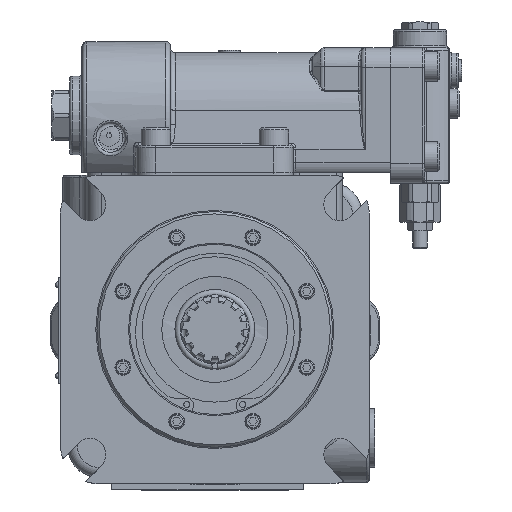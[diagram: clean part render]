
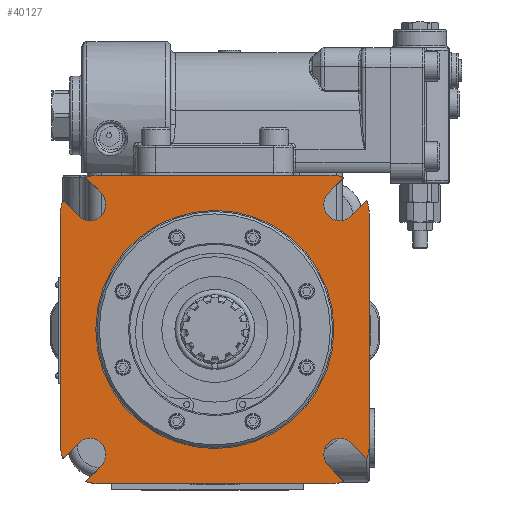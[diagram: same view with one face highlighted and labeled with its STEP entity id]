
A CAD part, top view. The second image highlights one B-rep face of the part: STEP entity #40127.
In plain terms, the highlighted planar face has unit normal (0, 0, 1).
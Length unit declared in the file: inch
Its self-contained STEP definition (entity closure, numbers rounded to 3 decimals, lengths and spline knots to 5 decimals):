
#36344=CARTESIAN_POINT('',(-3.93,-2.93,5.557));
#36345=VERTEX_POINT('',#36344);
#36346=CARTESIAN_POINT('',(-3.93,2.93,5.557));
#36347=VERTEX_POINT('',#36346);
#36348=CARTESIAN_POINT('',(-3.93,-2.93,5.557));
#36349=DIRECTION('',(0.0,1.0,0.0));
#36350=VECTOR('',#36349,5.86);
#36351=LINE('',#36348,#36350);
#36352=EDGE_CURVE('',#36345,#36347,#36351,.T.);
#36383=CARTESIAN_POINT('',(2.93,-3.93,5.557));
#36384=VERTEX_POINT('',#36383);
#36385=CARTESIAN_POINT('',(-2.93,-3.93,5.557));
#36386=VERTEX_POINT('',#36385);
#36387=CARTESIAN_POINT('',(2.93,-3.93,5.557));
#36388=DIRECTION('',(-1.0,0.0,0.0));
#36389=VECTOR('',#36388,5.86);
#36390=LINE('',#36387,#36389);
#36391=EDGE_CURVE('',#36384,#36386,#36390,.T.);
#36441=CARTESIAN_POINT('',(-3.86486,3.28503,5.557));
#36442=VERTEX_POINT('',#36441);
#36443=CARTESIAN_POINT('',(-2.93,2.93,5.557));
#36444=DIRECTION('',(0.0,0.0,1.0));
#36445=DIRECTION('',(-0.935,0.355,0.0));
#36446=AXIS2_PLACEMENT_3D('',#36443,#36444,#36445);
#36447=CIRCLE('',#36446,1.0);
#36448=EDGE_CURVE('',#36442,#36347,#36447,.T.);
#36474=CARTESIAN_POINT('',(-3.28503,-3.86486,5.557));
#36475=VERTEX_POINT('',#36474);
#36476=CARTESIAN_POINT('',(-2.93,-2.93,5.557));
#36477=DIRECTION('',(0.0,0.0,1.0));
#36478=DIRECTION('',(-0.355,-0.935,0.0));
#36479=AXIS2_PLACEMENT_3D('',#36476,#36477,#36478);
#36480=CIRCLE('',#36479,1.0);
#36481=EDGE_CURVE('',#36475,#36386,#36480,.T.);
#36506=CARTESIAN_POINT('',(-3.86486,-3.28503,5.557));
#36507=VERTEX_POINT('',#36506);
#36514=CARTESIAN_POINT('',(-2.93,-2.93,5.557));
#36515=DIRECTION('',(0.0,0.0,1.0));
#36516=DIRECTION('',(-1.0,0.0,0.0));
#36517=AXIS2_PLACEMENT_3D('',#36514,#36515,#36516);
#36518=CIRCLE('',#36517,1.0);
#36519=EDGE_CURVE('',#36345,#36507,#36518,.T.);
#36541=CARTESIAN_POINT('',(3.93,-2.93,5.557));
#36542=VERTEX_POINT('',#36541);
#36549=CARTESIAN_POINT('',(3.86486,-3.28503,5.557));
#36550=VERTEX_POINT('',#36549);
#36551=CARTESIAN_POINT('',(2.93,-2.93,5.557));
#36552=DIRECTION('',(0.0,0.0,1.0));
#36553=DIRECTION('',(0.935,-0.355,0.0));
#36554=AXIS2_PLACEMENT_3D('',#36551,#36552,#36553);
#36555=CIRCLE('',#36554,1.0);
#36556=EDGE_CURVE('',#36550,#36542,#36555,.T.);
#36581=CARTESIAN_POINT('',(3.28503,-3.86486,5.557));
#36582=VERTEX_POINT('',#36581);
#36589=CARTESIAN_POINT('',(2.93,-2.93,5.557));
#36590=DIRECTION('',(0.0,0.0,1.0));
#36591=DIRECTION('',(0.0,-1.0,0.0));
#36592=AXIS2_PLACEMENT_3D('',#36589,#36590,#36591);
#36593=CIRCLE('',#36592,1.0);
#36594=EDGE_CURVE('',#36384,#36582,#36593,.T.);
#38203=CARTESIAN_POINT('',(0.,-3.03,5.557));
#38204=VERTEX_POINT('',#38203);
#38205=CARTESIAN_POINT('',(0.0,0.0,5.557));
#38206=DIRECTION('',(0.0,0.0,1.0));
#38207=DIRECTION('',(0.0,1.0,0.0));
#38208=AXIS2_PLACEMENT_3D('',#38205,#38206,#38207);
#38209=CIRCLE('',#38208,3.03);
#38210=EDGE_CURVE('',#38204,#38204,#38209,.T.);
#38221=CARTESIAN_POINT('',(-2.89009,-3.46991,5.557));
#38222=VERTEX_POINT('',#38221);
#38229=CARTESIAN_POINT('',(-3.46991,-2.89009,5.557));
#38230=VERTEX_POINT('',#38229);
#38231=CARTESIAN_POINT('',(-3.18,-3.18,5.557));
#38232=DIRECTION('',(0.0,0.0,1.0));
#38233=DIRECTION('',(0.707,-0.707,0.0));
#38234=AXIS2_PLACEMENT_3D('',#38231,#38232,#38233);
#38235=CIRCLE('',#38234,0.41);
#38236=EDGE_CURVE('',#38222,#38230,#38235,.T.);
#38255=CARTESIAN_POINT('',(-3.86486,-3.28503,5.557));
#38256=DIRECTION('',(0.707,0.707,0.0));
#38257=VECTOR('',#38256,0.55853);
#38258=LINE('',#38255,#38257);
#38259=EDGE_CURVE('',#36507,#38230,#38258,.T.);
#38272=CARTESIAN_POINT('',(-2.89009,-3.46991,5.557));
#38273=DIRECTION('',(-0.707,-0.707,0.0));
#38274=VECTOR('',#38273,0.55853);
#38275=LINE('',#38272,#38274);
#38276=EDGE_CURVE('',#38222,#36475,#38275,.T.);
#38290=CARTESIAN_POINT('',(2.89009,-3.46991,5.557));
#38291=VERTEX_POINT('',#38290);
#38298=CARTESIAN_POINT('',(3.28503,-3.86486,5.557));
#38299=DIRECTION('',(-0.707,0.707,0.0));
#38300=VECTOR('',#38299,0.55853);
#38301=LINE('',#38298,#38300);
#38302=EDGE_CURVE('',#36582,#38291,#38301,.T.);
#38315=CARTESIAN_POINT('',(3.46991,-2.89009,5.557));
#38316=VERTEX_POINT('',#38315);
#38317=CARTESIAN_POINT('',(3.46991,-2.89009,5.557));
#38318=DIRECTION('',(0.707,-0.707,0.0));
#38319=VECTOR('',#38318,0.55853);
#38320=LINE('',#38317,#38319);
#38321=EDGE_CURVE('',#38316,#36550,#38320,.T.);
#38340=CARTESIAN_POINT('',(3.18,-3.18,5.557));
#38341=DIRECTION('',(0.0,0.0,1.0));
#38342=DIRECTION('',(0.707,0.707,0.0));
#38343=AXIS2_PLACEMENT_3D('',#38340,#38341,#38342);
#38344=CIRCLE('',#38343,0.41);
#38345=EDGE_CURVE('',#38316,#38291,#38344,.T.);
#39304=CARTESIAN_POINT('',(3.93,2.93,5.557));
#39305=VERTEX_POINT('',#39304);
#39306=CARTESIAN_POINT('',(3.93,2.93,5.557));
#39307=DIRECTION('',(0.0,-1.0,0.0));
#39308=VECTOR('',#39307,5.86);
#39309=LINE('',#39306,#39308);
#39310=EDGE_CURVE('',#39305,#36542,#39309,.T.);
#39347=CARTESIAN_POINT('',(2.93,3.93,5.557));
#39348=VERTEX_POINT('',#39347);
#39355=CARTESIAN_POINT('',(3.28503,3.86486,5.557));
#39356=VERTEX_POINT('',#39355);
#39357=CARTESIAN_POINT('',(2.93,2.93,5.557));
#39358=DIRECTION('',(0.0,0.0,1.0));
#39359=DIRECTION('',(0.355,0.935,0.0));
#39360=AXIS2_PLACEMENT_3D('',#39357,#39358,#39359);
#39361=CIRCLE('',#39360,1.0);
#39362=EDGE_CURVE('',#39356,#39348,#39361,.T.);
#39387=CARTESIAN_POINT('',(3.86486,3.28503,5.557));
#39388=VERTEX_POINT('',#39387);
#39395=CARTESIAN_POINT('',(2.93,2.93,5.557));
#39396=DIRECTION('',(0.0,0.0,1.0));
#39397=DIRECTION('',(1.0,0.0,0.0));
#39398=AXIS2_PLACEMENT_3D('',#39395,#39396,#39397);
#39399=CIRCLE('',#39398,1.0);
#39400=EDGE_CURVE('',#39305,#39388,#39399,.T.);
#40038=CARTESIAN_POINT('',(-4.0872,0.0,5.557));
#40039=DIRECTION('',(0.0,0.0,1.0));
#40040=DIRECTION('',(1.0,0.0,0.0));
#40041=AXIS2_PLACEMENT_3D('',#40038,#40039,#40040);
#40042=PLANE('',#40041);
#40043=CARTESIAN_POINT('',(3.46991,2.89009,5.557));
#40044=VERTEX_POINT('',#40043);
#40045=CARTESIAN_POINT('',(2.89009,3.46991,5.557));
#40046=VERTEX_POINT('',#40045);
#40047=CARTESIAN_POINT('',(3.18,3.18,5.557));
#40048=DIRECTION('',(0.0,0.0,-1.0));
#40049=DIRECTION('',(0.707,-0.707,0.0));
#40050=AXIS2_PLACEMENT_3D('',#40047,#40048,#40049);
#40051=CIRCLE('',#40050,0.41);
#40052=EDGE_CURVE('',#40044,#40046,#40051,.T.);
#40053=ORIENTED_EDGE('',*,*,#40052,.T.);
#40054=CARTESIAN_POINT('',(2.89009,3.46991,5.557));
#40055=DIRECTION('',(0.707,0.707,0.0));
#40056=VECTOR('',#40055,0.55853);
#40057=LINE('',#40054,#40056);
#40058=EDGE_CURVE('',#40046,#39356,#40057,.T.);
#40059=ORIENTED_EDGE('',*,*,#40058,.T.);
#40060=ORIENTED_EDGE('',*,*,#39362,.T.);
#40061=CARTESIAN_POINT('',(-2.93,3.93,5.557));
#40062=VERTEX_POINT('',#40061);
#40063=CARTESIAN_POINT('',(2.93,3.93,5.557));
#40064=DIRECTION('',(-1.0,0.0,0.0));
#40065=VECTOR('',#40064,5.86);
#40066=LINE('',#40063,#40065);
#40067=EDGE_CURVE('',#39348,#40062,#40066,.T.);
#40068=ORIENTED_EDGE('',*,*,#40067,.T.);
#40069=CARTESIAN_POINT('',(-3.28503,3.86486,5.557));
#40070=VERTEX_POINT('',#40069);
#40071=CARTESIAN_POINT('',(-2.93,2.93,5.557));
#40072=DIRECTION('',(0.0,0.0,1.0));
#40073=DIRECTION('',(0.0,1.0,0.0));
#40074=AXIS2_PLACEMENT_3D('',#40071,#40072,#40073);
#40075=CIRCLE('',#40074,1.0);
#40076=EDGE_CURVE('',#40062,#40070,#40075,.T.);
#40077=ORIENTED_EDGE('',*,*,#40076,.T.);
#40078=CARTESIAN_POINT('',(-2.89009,3.46991,5.557));
#40079=VERTEX_POINT('',#40078);
#40080=CARTESIAN_POINT('',(-3.28503,3.86486,5.557));
#40081=DIRECTION('',(0.707,-0.707,0.0));
#40082=VECTOR('',#40081,0.55853);
#40083=LINE('',#40080,#40082);
#40084=EDGE_CURVE('',#40070,#40079,#40083,.T.);
#40085=ORIENTED_EDGE('',*,*,#40084,.T.);
#40086=CARTESIAN_POINT('',(-3.46991,2.89009,5.557));
#40087=VERTEX_POINT('',#40086);
#40088=CARTESIAN_POINT('',(-3.18,3.18,5.557));
#40089=DIRECTION('',(0.0,0.0,-1.0));
#40090=DIRECTION('',(0.707,0.707,0.0));
#40091=AXIS2_PLACEMENT_3D('',#40088,#40089,#40090);
#40092=CIRCLE('',#40091,0.41);
#40093=EDGE_CURVE('',#40079,#40087,#40092,.T.);
#40094=ORIENTED_EDGE('',*,*,#40093,.T.);
#40095=CARTESIAN_POINT('',(-3.46991,2.89009,5.557));
#40096=DIRECTION('',(-0.707,0.707,0.0));
#40097=VECTOR('',#40096,0.55853);
#40098=LINE('',#40095,#40097);
#40099=EDGE_CURVE('',#40087,#36442,#40098,.T.);
#40100=ORIENTED_EDGE('',*,*,#40099,.T.);
#40101=ORIENTED_EDGE('',*,*,#36448,.T.);
#40102=ORIENTED_EDGE('',*,*,#36352,.F.);
#40103=ORIENTED_EDGE('',*,*,#36519,.T.);
#40104=ORIENTED_EDGE('',*,*,#38259,.T.);
#40105=ORIENTED_EDGE('',*,*,#38236,.F.);
#40106=ORIENTED_EDGE('',*,*,#38276,.T.);
#40107=ORIENTED_EDGE('',*,*,#36481,.T.);
#40108=ORIENTED_EDGE('',*,*,#36391,.F.);
#40109=ORIENTED_EDGE('',*,*,#36594,.T.);
#40110=ORIENTED_EDGE('',*,*,#38302,.T.);
#40111=ORIENTED_EDGE('',*,*,#38345,.F.);
#40112=ORIENTED_EDGE('',*,*,#38321,.T.);
#40113=ORIENTED_EDGE('',*,*,#36556,.T.);
#40114=ORIENTED_EDGE('',*,*,#39310,.F.);
#40115=ORIENTED_EDGE('',*,*,#39400,.T.);
#40116=CARTESIAN_POINT('',(3.86486,3.28503,5.557));
#40117=DIRECTION('',(-0.707,-0.707,0.0));
#40118=VECTOR('',#40117,0.55853);
#40119=LINE('',#40116,#40118);
#40120=EDGE_CURVE('',#39388,#40044,#40119,.T.);
#40121=ORIENTED_EDGE('',*,*,#40120,.T.);
#40122=EDGE_LOOP('',(#40053,#40059,#40060,#40068,#40077,#40085,#40094,#40100,#40101,#40102,#40103,#40104,#40105,#40106,#40107,#40108,#40109,#40110,#40111,#40112,#40113,#40114,#40115,#40121));
#40123=FACE_OUTER_BOUND('',#40122,.T.);
#40124=ORIENTED_EDGE('',*,*,#38210,.F.);
#40125=EDGE_LOOP('',(#40124));
#40126=FACE_BOUND('',#40125,.T.);
#40127=ADVANCED_FACE('',(#40123,#40126),#40042,.T.);
